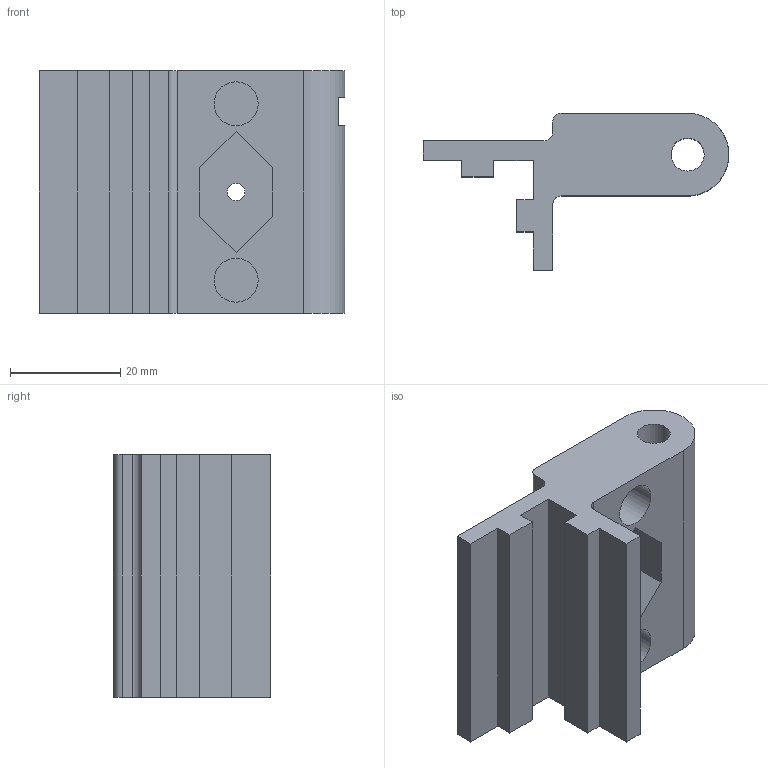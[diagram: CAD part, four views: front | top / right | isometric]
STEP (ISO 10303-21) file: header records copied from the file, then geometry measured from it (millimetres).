
FILE_DESCRIPTION(('FreeCAD Model'),'2;1');
FILE_NAME('x-motor-idler-20x20-M5-x1.step','2019-08-08T16:59:04', ('Author'),(''),'Open CASCADE STEP processor 7.3','FreeCAD','Unknown' );
FILE_SCHEMA(('AUTOMOTIVE_DESIGN { 1 0 10303 214 1 1 1 1 }'));
Length unit declared in the file: millimetre
Products named in the file (1): x-motor-idler-M5
Bounding box: 55.5 x 28.5 x 44 mm (x, y, z)
Volume: 23113 mm3; surface area: 11033.6 mm2
Topology: 1 solids, 1 shells, 42 faces, 110 edges, 74 vertices
Faces by surface type: plane 33, cylinder 9
Full cylindrical faces by diameter (mm): 3.2 x1, 6 x2, 8 x2
Entity records: 3048 total; most frequent: CARTESIAN_POINT 511, DIRECTION 414, LINE 270, VECTOR 270, ORIENTED_EDGE 220, PCURVE 220, DEFINITIONAL_REPRESENTATION 220, EDGE_CURVE 110
